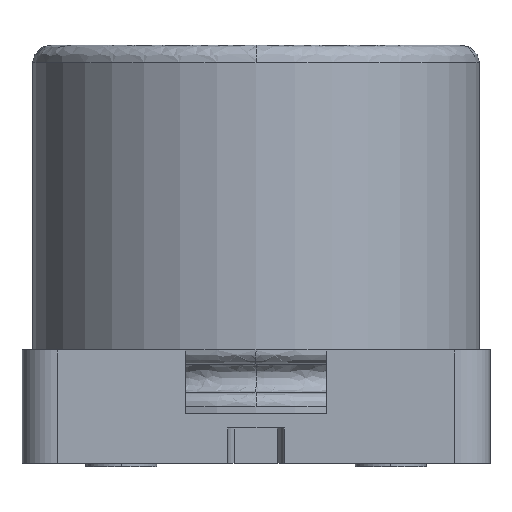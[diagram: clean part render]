
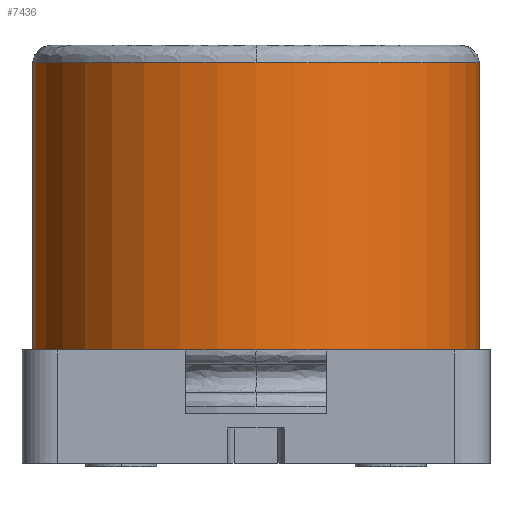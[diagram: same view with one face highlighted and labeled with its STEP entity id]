
A CAD part, left-side view. The second image highlights one B-rep face of the part: STEP entity #7436.
In plain terms, the highlighted cylindrical face has radius 3.15 mm (diameter 6.3 mm), a partial arc.
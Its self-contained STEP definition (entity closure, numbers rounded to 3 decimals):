
#14 = FACE_OUTER_BOUND ( 'NONE', #3781, .T. ) ;
#154 = VECTOR ( 'NONE', #1936, 1000. ) ;
#603 = DIRECTION ( 'NONE',  ( 0., 0., 1. ) ) ;
#764 = VERTEX_POINT ( 'NONE', #6169 ) ;
#835 = AXIS2_PLACEMENT_3D ( 'NONE', #2567, #1228, #4451 ) ;
#991 = CYLINDRICAL_SURFACE ( 'NONE', #6433, 3.15 ) ;
#1175 = CARTESIAN_POINT ( 'NONE',  ( 0., 0., 3.625 ) ) ;
#1228 = DIRECTION ( 'NONE',  ( 0., 0., -1. ) ) ;
#1326 = VECTOR ( 'NONE', #8514, 1000. ) ;
#1630 = ORIENTED_EDGE ( 'NONE', *, *, #5118, .F. ) ;
#1818 = EDGE_CURVE ( 'NONE', #764, #3220, #4525, .T. ) ;
#1936 = DIRECTION ( 'NONE',  ( 0., 0., -1. ) ) ;
#2084 = EDGE_CURVE ( 'NONE', #8568, #4508, #3761, .T. ) ;
#2389 = EDGE_CURVE ( 'NONE', #3220, #6836, #6746, .T. ) ;
#2567 = CARTESIAN_POINT ( 'NONE',  ( 0., 0., 5.65 ) ) ;
#3220 = VERTEX_POINT ( 'NONE', #5501 ) ;
#3292 = CARTESIAN_POINT ( 'NONE',  ( -3.15, 0., 1.6 ) ) ;
#3552 = LINE ( 'NONE', #5327, #154 ) ;
#3761 = CIRCLE ( 'NONE', #8124, 3.15 ) ;
#3781 = EDGE_LOOP ( 'NONE', ( #1630, #8475, #5485, #8596, #7208, #5795 ) ) ;
#4069 = CARTESIAN_POINT ( 'NONE',  ( 0., 0., 5.65 ) ) ;
#4173 = AXIS2_PLACEMENT_3D ( 'NONE', #4069, #8856, #4750 ) ;
#4342 = DIRECTION ( 'NONE',  ( 0., 0., 1. ) ) ;
#4389 = CIRCLE ( 'NONE', #4173, 3.15 ) ;
#4451 = DIRECTION ( 'NONE',  ( 0., 1., 0. ) ) ;
#4508 = VERTEX_POINT ( 'NONE', #7695 ) ;
#4525 = CIRCLE ( 'NONE', #835, 3.15 ) ;
#4531 = CARTESIAN_POINT ( 'NONE',  ( 0., 3.15, 3.625 ) ) ;
#4589 = DIRECTION ( 'NONE',  ( 0., 1., 0. ) ) ;
#4669 = CARTESIAN_POINT ( 'NONE',  ( 0., 0., 1.6 ) ) ;
#4750 = DIRECTION ( 'NONE',  ( 0., 1., 0. ) ) ;
#5118 = EDGE_CURVE ( 'NONE', #5419, #4508, #3552, .T. ) ;
#5327 = CARTESIAN_POINT ( 'NONE',  ( 0., -3.15, 3.625 ) ) ;
#5344 = DIRECTION ( 'NONE',  ( 0., 1., 0. ) ) ;
#5419 = VERTEX_POINT ( 'NONE', #7133 ) ;
#5485 = ORIENTED_EDGE ( 'NONE', *, *, #1818, .T. ) ;
#5501 = CARTESIAN_POINT ( 'NONE',  ( 0., 3.15, 5.65 ) ) ;
#5717 = DIRECTION ( 'NONE',  ( 0., 1., 0. ) ) ;
#5795 = ORIENTED_EDGE ( 'NONE', *, *, #2084, .T. ) ;
#5803 = EDGE_CURVE ( 'NONE', #5419, #764, #4389, .T. ) ;
#5930 = DIRECTION ( 'NONE',  ( 0., 0., -1. ) ) ;
#6169 = CARTESIAN_POINT ( 'NONE',  ( -3.15, 0., 5.65 ) ) ;
#6387 = CIRCLE ( 'NONE', #8520, 3.15 ) ;
#6433 = AXIS2_PLACEMENT_3D ( 'NONE', #1175, #5930, #4589 ) ;
#6746 = LINE ( 'NONE', #4531, #1326 ) ;
#6836 = VERTEX_POINT ( 'NONE', #7825 ) ;
#7133 = CARTESIAN_POINT ( 'NONE',  ( 0., -3.15, 5.65 ) ) ;
#7208 = ORIENTED_EDGE ( 'NONE', *, *, #8574, .T. ) ;
#7436 = ADVANCED_FACE ( 'NONE', ( #14 ), #991, .T. ) ;
#7695 = CARTESIAN_POINT ( 'NONE',  ( 0., -3.15, 1.6 ) ) ;
#7825 = CARTESIAN_POINT ( 'NONE',  ( 0., 3.15, 1.6 ) ) ;
#8124 = AXIS2_PLACEMENT_3D ( 'NONE', #8443, #4342, #5717 ) ;
#8443 = CARTESIAN_POINT ( 'NONE',  ( 0., 0., 1.6 ) ) ;
#8475 = ORIENTED_EDGE ( 'NONE', *, *, #5803, .T. ) ;
#8514 = DIRECTION ( 'NONE',  ( 0., 0., -1. ) ) ;
#8520 = AXIS2_PLACEMENT_3D ( 'NONE', #4669, #603, #5344 ) ;
#8568 = VERTEX_POINT ( 'NONE', #3292 ) ;
#8574 = EDGE_CURVE ( 'NONE', #6836, #8568, #6387, .T. ) ;
#8596 = ORIENTED_EDGE ( 'NONE', *, *, #2389, .T. ) ;
#8856 = DIRECTION ( 'NONE',  ( 0., 0., -1. ) ) ;
